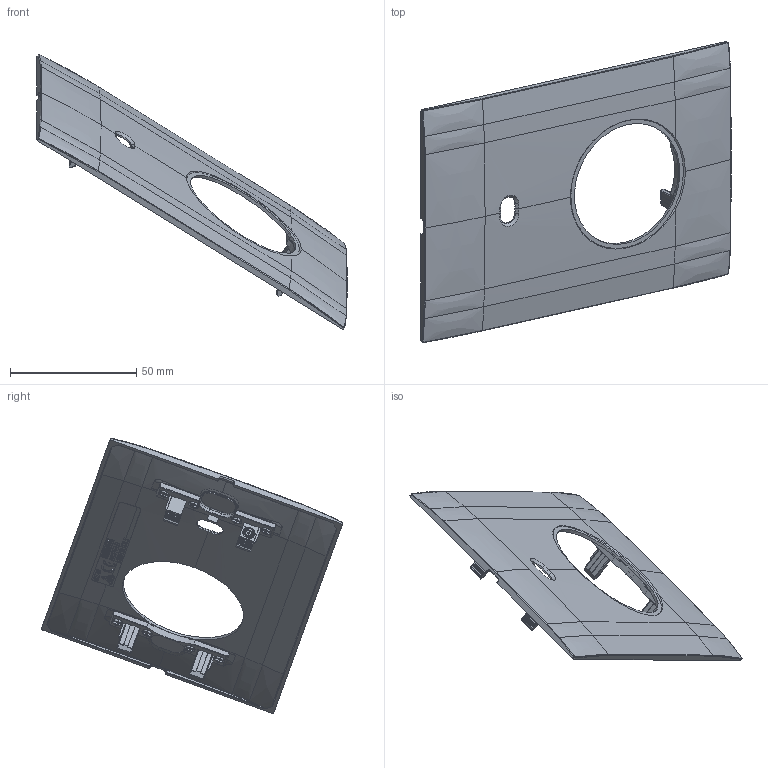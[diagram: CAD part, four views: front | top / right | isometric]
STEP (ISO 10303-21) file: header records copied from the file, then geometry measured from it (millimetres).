
FILE_DESCRIPTION(('CATIA V5 STEP Exchange'),'2;1');
FILE_NAME('44PSMN9002BO.stp','2024-03-26T07:12:28+00:00',('none'),('none'),'CATIA Version 5-6 Release 2016 SP6','CATIA V5 STEP AP203','none');
FILE_SCHEMA(('CONFIG_CONTROL_DESIGN'));
Length unit declared in the file: millimetre
Products named in the file (1): 44PSMN9002@
Assembly tree (4 placements, depth 2):
  44PSMN9002@
    #57
    #47371
    #58043
    #69691
Bounding box: 122.92 x 119.29 x 108.85 mm (x, y, z)
Volume: 22164.6 mm3; surface area: 29972.2 mm2
Topology: 3 solids, 3 shells, 1808 faces, 5030 edges, 3240 vertices
Faces by surface type: plane 1137, cylinder 399, bspline 154, cone 50, sphere 36, extrusion 20, torus 12
Entity records: 69716 total; most frequent: CARTESIAN_POINT 30391, ORIENTED_EDGE 9976, DIRECTION 5133, EDGE_CURVE 4988, VERTEX_POINT 3236, B_SPLINE_CURVE_WITH_KNOTS 2317, VECTOR 2121, LINE 2101
